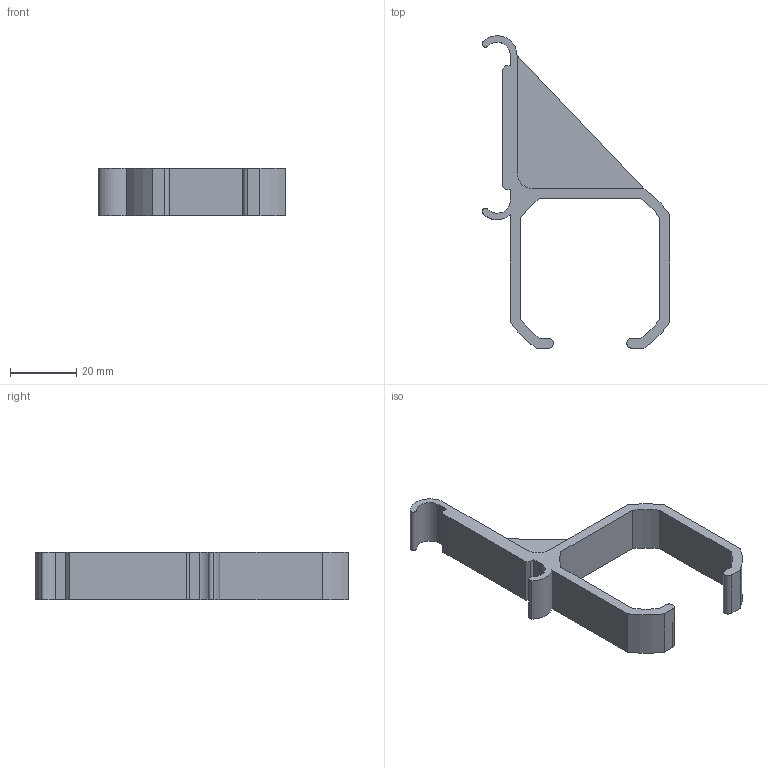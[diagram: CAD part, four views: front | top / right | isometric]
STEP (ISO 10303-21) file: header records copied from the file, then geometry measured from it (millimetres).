
FILE_DESCRIPTION(/* description */ (''),/* implementation_level */ '2;1');
FILE_NAME(/* name */ 'Daiso Phone Printer Adapter.stp',/* time_stamp */ '2021-12-18T18:01:31-08:00',/* author */ ('Andrew'),/* organization */ (''),/* preprocessor_version */ 'ST-DEVELOPER v18.1',/* originating_system */ 'Autodesk Inventor 2021',/* authorisation */ '');
FILE_SCHEMA (('AUTOMOTIVE_DESIGN { 1 0 10303 214 3 1 1 }'));
Length unit declared in the file: millimetre
Products named in the file (1): Daiso Phone Printer Adapter
Bounding box: 56.78 x 94.65 x 14.25 mm (x, y, z)
Volume: 10416.9 mm3; surface area: 8838.7 mm2
Topology: 1 solids, 1 shells, 38 faces, 106 edges, 70 vertices
Faces by surface type: plane 22, cylinder 16
Entity records: 1267 total; most frequent: DIRECTION 216, CARTESIAN_POINT 215, ORIENTED_EDGE 212, EDGE_CURVE 106, LINE 74, VECTOR 74, AXIS2_PLACEMENT_3D 71, VERTEX_POINT 70
